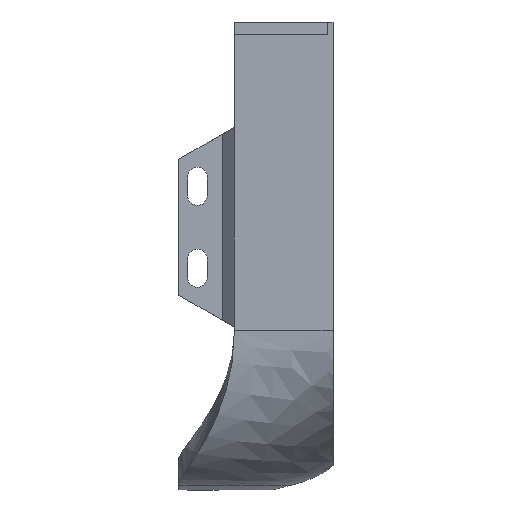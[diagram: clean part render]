
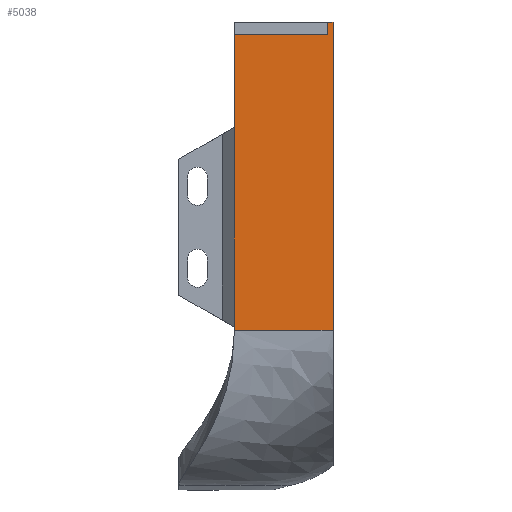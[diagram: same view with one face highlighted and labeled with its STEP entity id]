
A CAD part, left-side view. The second image highlights one B-rep face of the part: STEP entity #5038.
In plain terms, the highlighted planar face has unit normal (-1, 0, 0).
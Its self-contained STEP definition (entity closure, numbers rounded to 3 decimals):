
#2096=ORIENTED_EDGE('',*,*,#2805,.T.);
#2097=ORIENTED_EDGE('',*,*,#2860,.F.);
#2098=ORIENTED_EDGE('',*,*,#2664,.F.);
#2099=ORIENTED_EDGE('',*,*,#2683,.F.);
#2100=ORIENTED_EDGE('',*,*,#2681,.F.);
#2101=ORIENTED_EDGE('',*,*,#2861,.T.);
#2664=EDGE_CURVE('',#3244,#3235,#3600,.T.);
#2681=EDGE_CURVE('',#3256,#3257,#3616,.T.);
#2683=EDGE_CURVE('',#3257,#3244,#3618,.T.);
#2805=EDGE_CURVE('',#3336,#3335,#3693,.T.);
#2860=EDGE_CURVE('',#3235,#3335,#3727,.T.);
#2861=EDGE_CURVE('',#3256,#3336,#3728,.T.);
#3235=VERTEX_POINT('',#9550);
#3244=VERTEX_POINT('',#9582);
#3256=VERTEX_POINT('',#9618);
#3257=VERTEX_POINT('',#9620);
#3335=VERTEX_POINT('',#10454);
#3336=VERTEX_POINT('',#10458);
#3600=LINE('',#9583,#3971);
#3616=LINE('',#9619,#3987);
#3618=LINE('',#9623,#3989);
#3693=LINE('',#10457,#4064);
#3727=LINE('',#10717,#4098);
#3728=LINE('',#10720,#4099);
#3971=VECTOR('',#5579,1000.);
#3987=VECTOR('',#5611,1000.);
#3989=VECTOR('',#5615,1000.);
#4064=VECTOR('',#5782,1000.);
#4098=VECTOR('',#5894,1000.);
#4099=VECTOR('',#5899,1000.);
#4387=EDGE_LOOP('',(#2096,#2097,#2098,#2099,#2100,#2101));
#4675=FACE_BOUND('',#4387,.T.);
#4766=PLANE('',#5210);
#5038=ADVANCED_FACE('',(#4675),#4766,.T.);
#5210=AXIS2_PLACEMENT_3D('',#10721,#5900,#5901);
#5579=DIRECTION('',(0.,0.,-1.));
#5611=DIRECTION('',(0.,0.,1.));
#5615=DIRECTION('',(0.,-1.,0.));
#5782=DIRECTION('',(0.,0.,-1.));
#5894=DIRECTION('',(0.,1.,0.));
#5899=DIRECTION('',(0.,1.,0.));
#5900=DIRECTION('',(-1.,0.,0.));
#5901=DIRECTION('',(0.,0.,1.));
#9550=CARTESIAN_POINT('',(-31.,-47.,-15.));
#9582=CARTESIAN_POINT('',(-31.,-47.,35.));
#9583=CARTESIAN_POINT('',(-31.,-47.,33.));
#9618=CARTESIAN_POINT('',(-31.,-46.1,33.));
#9619=CARTESIAN_POINT('',(-31.,-46.1,33.));
#9620=CARTESIAN_POINT('',(-31.,-46.1,35.));
#9623=CARTESIAN_POINT('',(-31.,-46.1,35.));
#10454=CARTESIAN_POINT('',(-31.,-31.,-15.));
#10457=CARTESIAN_POINT('',(-31.,-31.,-3.));
#10458=CARTESIAN_POINT('',(-31.,-31.,33.));
#10717=CARTESIAN_POINT('',(-31.,-47.,-15.));
#10720=CARTESIAN_POINT('',(-31.,-46.,33.));
#10721=CARTESIAN_POINT('',(-31.,-46.,-15.));
